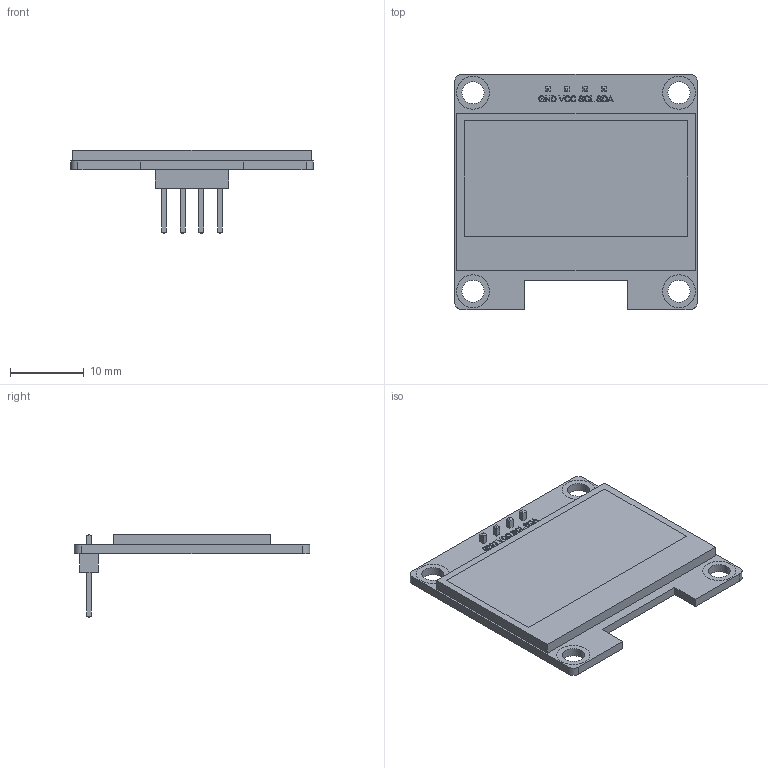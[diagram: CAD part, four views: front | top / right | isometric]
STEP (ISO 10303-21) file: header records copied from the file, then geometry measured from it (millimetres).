
FILE_DESCRIPTION(/* description */ (''),/* implementation_level */ '2;1');
FILE_NAME(/* name */ 'SSD1315 ZhongJingYuan v1.step',/* time_stamp */ '2024-02-28T14:10:08+03:00',/* author */ (''),/* organization */ (''),/* preprocessor_version */ 'ST-DEVELOPER v20',/* originating_system */ 'Autodesk Translation Framework v12.20.1.177',/* authorisation */ '');
FILE_SCHEMA (('AUTOMOTIVE_DESIGN { 1 0 10303 214 3 1 1 }'));
Length unit declared in the file: millimetre
Products named in the file (1): SSD1315 ZhongJingYuan
Bounding box: 33 x 32 x 11.3 mm (x, y, z)
Volume: 2230.3 mm3; surface area: 2443.4 mm2
Topology: 1 solids, 1 shells, 367 faces, 981 edges, 646 vertices
Faces by surface type: bspline 185, plane 174, cylinder 8
Full cylindrical faces by diameter (mm): 3 x4
Entity records: 13216 total; most frequent: CARTESIAN_POINT 5140, ORIENTED_EDGE 1962, DIRECTION 997, EDGE_CURVE 981, VERTEX_POINT 646, LINE 591, VECTOR 591, EDGE_LOOP 405
